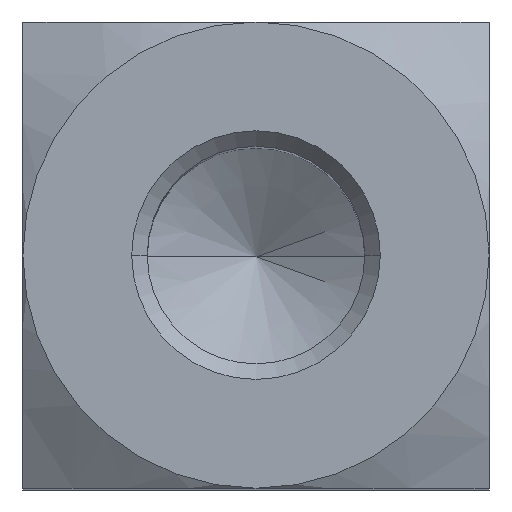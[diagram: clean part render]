
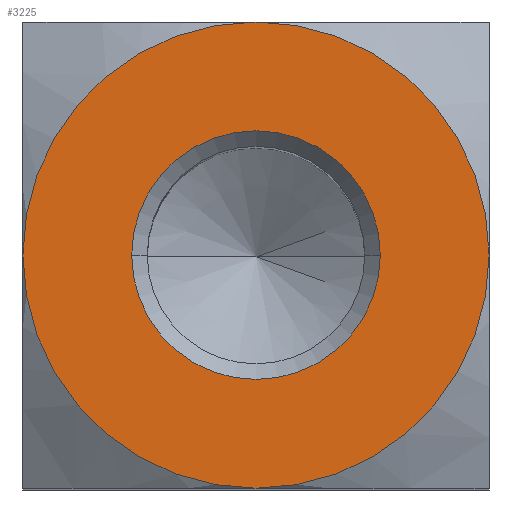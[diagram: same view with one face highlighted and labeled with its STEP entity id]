
A CAD part, top view. The second image highlights one B-rep face of the part: STEP entity #3225.
In plain terms, the highlighted planar face has unit normal (0, 0, 1).
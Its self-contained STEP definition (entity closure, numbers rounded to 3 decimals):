
#8 = EDGE_CURVE ( 'NONE', #2188, #2120, #431, .T. ) ;
#9 = EDGE_CURVE ( 'NONE', #2207, #2188, #500, .T. ) ;
#10 = EDGE_CURVE ( 'NONE', #2207, #2130, #422, .T. ) ;
#11 = EDGE_CURVE ( 'NONE', #2194, #2134, #421, .T. ) ;
#22 = EDGE_CURVE ( 'NONE', #2120, #2130, #4196, .T. ) ;
#418 = AXIS2_PLACEMENT_3D ( 'NONE', #2489, #2488, #2487 ) ;
#419 = AXIS2_PLACEMENT_3D ( 'NONE', #3402, #3415, #3414 ) ;
#421 = CIRCLE ( 'NONE', #4197, 2.4 ) ;
#422 = CIRCLE ( 'NONE', #419, 4.5 ) ;
#431 = CIRCLE ( 'NONE', #529, 4.5 ) ;
#500 = CIRCLE ( 'NONE', #418, 4.5 ) ;
#529 = AXIS2_PLACEMENT_3D ( 'NONE', #2493, #2492, #2491 ) ;
#673 = CIRCLE ( 'NONE', #693, 2.4 ) ;
#693 = AXIS2_PLACEMENT_3D ( 'NONE', #1524, #1525, #1526 ) ;
#706 = AXIS2_PLACEMENT_3D ( 'NONE', #1558, #1570, #1571 ) ;
#1524 = CARTESIAN_POINT ( 'NONE',  ( 0., 0., 20. ) ) ;
#1525 = DIRECTION ( 'NONE',  ( 0., 0., -1. ) ) ;
#1526 = DIRECTION ( 'NONE',  ( 1., 0., 0. ) ) ;
#1558 = CARTESIAN_POINT ( 'NONE',  ( -4.5, -4.5, 20. ) ) ;
#1563 = FACE_OUTER_BOUND ( 'NONE', #2318, .T. ) ;
#1567 = FACE_BOUND ( 'NONE', #2326, .T. ) ;
#1568 = PLANE ( 'NONE',  #706 ) ;
#1570 = DIRECTION ( 'NONE',  ( 0., 0., 1. ) ) ;
#1571 = DIRECTION ( 'NONE',  ( 1., 0., 0. ) ) ;
#1954 = ORIENTED_EDGE ( 'NONE', *, *, #9, .T. ) ;
#1955 = ORIENTED_EDGE ( 'NONE', *, *, #10, .F. ) ;
#1956 = ORIENTED_EDGE ( 'NONE', *, *, #22, .T. ) ;
#1957 = ORIENTED_EDGE ( 'NONE', *, *, #8, .T. ) ;
#1958 = ORIENTED_EDGE ( 'NONE', *, *, #11, .T. ) ;
#1959 = ORIENTED_EDGE ( 'NONE', *, *, #3215, .T. ) ;
#2120 = VERTEX_POINT ( 'NONE', #2982 ) ;
#2130 = VERTEX_POINT ( 'NONE', #2992 ) ;
#2134 = VERTEX_POINT ( 'NONE', #2996 ) ;
#2188 = VERTEX_POINT ( 'NONE', #3050 ) ;
#2194 = VERTEX_POINT ( 'NONE', #3056 ) ;
#2207 = VERTEX_POINT ( 'NONE', #3069 ) ;
#2318 = EDGE_LOOP ( 'NONE', ( #1957, #1956, #1955, #1954 ) ) ;
#2326 = EDGE_LOOP ( 'NONE', ( #1959, #1958 ) ) ;
#2487 = DIRECTION ( 'NONE',  ( 1., 0., 0. ) ) ;
#2488 = DIRECTION ( 'NONE',  ( 0., 0., 1. ) ) ;
#2489 = CARTESIAN_POINT ( 'NONE',  ( 0., 0., 20. ) ) ;
#2491 = DIRECTION ( 'NONE',  ( 1., 0., 0. ) ) ;
#2492 = DIRECTION ( 'NONE',  ( 0., 0., 1. ) ) ;
#2493 = CARTESIAN_POINT ( 'NONE',  ( 0., 0., 20. ) ) ;
#2982 = CARTESIAN_POINT ( 'NONE',  ( 4.5, 0., 20. ) ) ;
#2992 = CARTESIAN_POINT ( 'NONE',  ( 0., 4.5, 20. ) ) ;
#2996 = CARTESIAN_POINT ( 'NONE',  ( 2.4, 0., 20. ) ) ;
#3050 = CARTESIAN_POINT ( 'NONE',  ( 0., -4.5, 20. ) ) ;
#3056 = CARTESIAN_POINT ( 'NONE',  ( -2.4, 0., 20. ) ) ;
#3069 = CARTESIAN_POINT ( 'NONE',  ( -4.5, 0., 20. ) ) ;
#3215 = EDGE_CURVE ( 'NONE', #2134, #2194, #673, .T. ) ;
#3225 = ADVANCED_FACE ( 'NONE', ( #1567, #1563 ), #1568, .T. ) ;
#3385 = DIRECTION ( 'NONE',  ( 0., 0., -1. ) ) ;
#3386 = CARTESIAN_POINT ( 'NONE',  ( 0., 0., 20. ) ) ;
#3389 = DIRECTION ( 'NONE',  ( 1., 0., 0. ) ) ;
#3402 = CARTESIAN_POINT ( 'NONE',  ( 0., 0., 20. ) ) ;
#3414 = DIRECTION ( 'NONE',  ( -1., 0., 0. ) ) ;
#3415 = DIRECTION ( 'NONE',  ( 0., 0., -1. ) ) ;
#3422 = DIRECTION ( 'NONE',  ( 1., 0., 0. ) ) ;
#3423 = DIRECTION ( 'NONE',  ( 0., 0., 1. ) ) ;
#3424 = CARTESIAN_POINT ( 'NONE',  ( 0., 0., 20. ) ) ;
#4196 = CIRCLE ( 'NONE', #4223, 4.5 ) ;
#4197 = AXIS2_PLACEMENT_3D ( 'NONE', #3386, #3385, #3389 ) ;
#4223 = AXIS2_PLACEMENT_3D ( 'NONE', #3424, #3423, #3422 ) ;
